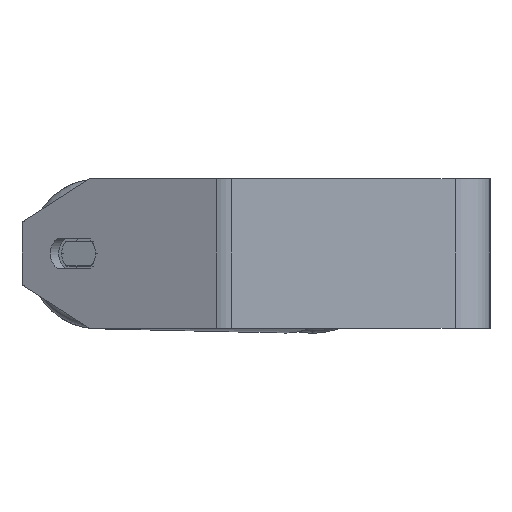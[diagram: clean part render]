
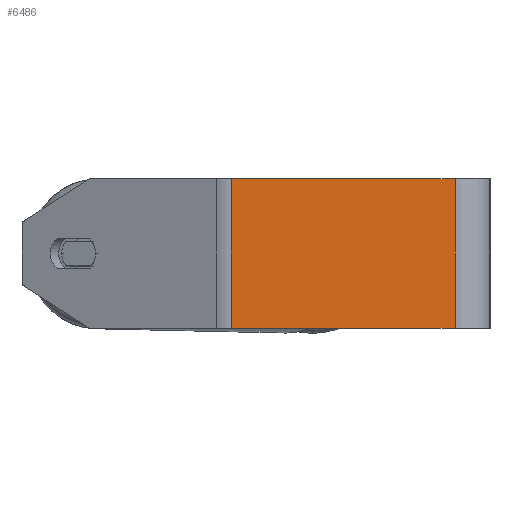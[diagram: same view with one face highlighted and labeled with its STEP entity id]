
A CAD part, left-side view. The second image highlights one B-rep face of the part: STEP entity #6486.
In plain terms, the highlighted planar face has unit normal (-1, 0, 0).
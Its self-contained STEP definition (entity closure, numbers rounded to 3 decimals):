
#153 = CARTESIAN_POINT ( 'NONE',  ( -340., 14., 30. ) ) ;
#319 = CARTESIAN_POINT ( 'NONE',  ( -340., 106.74, 30. ) ) ;
#476 = CARTESIAN_POINT ( 'NONE',  ( -340., 106.74, 30. ) ) ;
#491 = LINE ( 'NONE', #4434, #6492 ) ;
#720 = VECTOR ( 'NONE', #8319, 1000. ) ;
#737 = EDGE_CURVE ( 'NONE', #7798, #6636, #3460, .T. ) ;
#968 = ORIENTED_EDGE ( 'NONE', *, *, #1494, .T. ) ;
#1494 = EDGE_CURVE ( 'NONE', #8346, #6636, #5458, .T. ) ;
#1661 = EDGE_LOOP ( 'NONE', ( #968, #7680, #1975, #7707 ) ) ;
#1765 = LINE ( 'NONE', #319, #720 ) ;
#1975 = ORIENTED_EDGE ( 'NONE', *, *, #5130, .F. ) ;
#2532 = DIRECTION ( 'NONE',  ( 0., 0., -1. ) ) ;
#2730 = VECTOR ( 'NONE', #2782, 1000. ) ;
#2782 = DIRECTION ( 'NONE',  ( 0., 0., -1. ) ) ;
#2875 = VECTOR ( 'NONE', #6054, 1000. ) ;
#2876 = DIRECTION ( 'NONE',  ( 0., 0., -1. ) ) ;
#3053 = PLANE ( 'NONE',  #6066 ) ;
#3460 = LINE ( 'NONE', #153, #2730 ) ;
#4434 = CARTESIAN_POINT ( 'NONE',  ( -340., 103.636, 30. ) ) ;
#4491 = CARTESIAN_POINT ( 'NONE',  ( -340., 14., -30. ) ) ;
#5130 = EDGE_CURVE ( 'NONE', #5302, #7798, #1765, .T. ) ;
#5302 = VERTEX_POINT ( 'NONE', #5965 ) ;
#5358 = CARTESIAN_POINT ( 'NONE',  ( -340., 14., 30. ) ) ;
#5458 = LINE ( 'NONE', #5966, #2875 ) ;
#5699 = FACE_OUTER_BOUND ( 'NONE', #1661, .T. ) ;
#5965 = CARTESIAN_POINT ( 'NONE',  ( -340., 103.636, 30. ) ) ;
#5966 = CARTESIAN_POINT ( 'NONE',  ( -340., 106.74, -30. ) ) ;
#6054 = DIRECTION ( 'NONE',  ( 0., -1., 0. ) ) ;
#6066 = AXIS2_PLACEMENT_3D ( 'NONE', #476, #6424, #2532 ) ;
#6424 = DIRECTION ( 'NONE',  ( 1., 0., 0. ) ) ;
#6486 = ADVANCED_FACE ( 'NONE', ( #5699 ), #3053, .F. ) ;
#6492 = VECTOR ( 'NONE', #2876, 1000. ) ;
#6515 = CARTESIAN_POINT ( 'NONE',  ( -340., 103.636, -30. ) ) ;
#6636 = VERTEX_POINT ( 'NONE', #4491 ) ;
#7680 = ORIENTED_EDGE ( 'NONE', *, *, #737, .F. ) ;
#7707 = ORIENTED_EDGE ( 'NONE', *, *, #7931, .T. ) ;
#7798 = VERTEX_POINT ( 'NONE', #5358 ) ;
#7931 = EDGE_CURVE ( 'NONE', #5302, #8346, #491, .T. ) ;
#8319 = DIRECTION ( 'NONE',  ( 0., -1., 0. ) ) ;
#8346 = VERTEX_POINT ( 'NONE', #6515 ) ;
